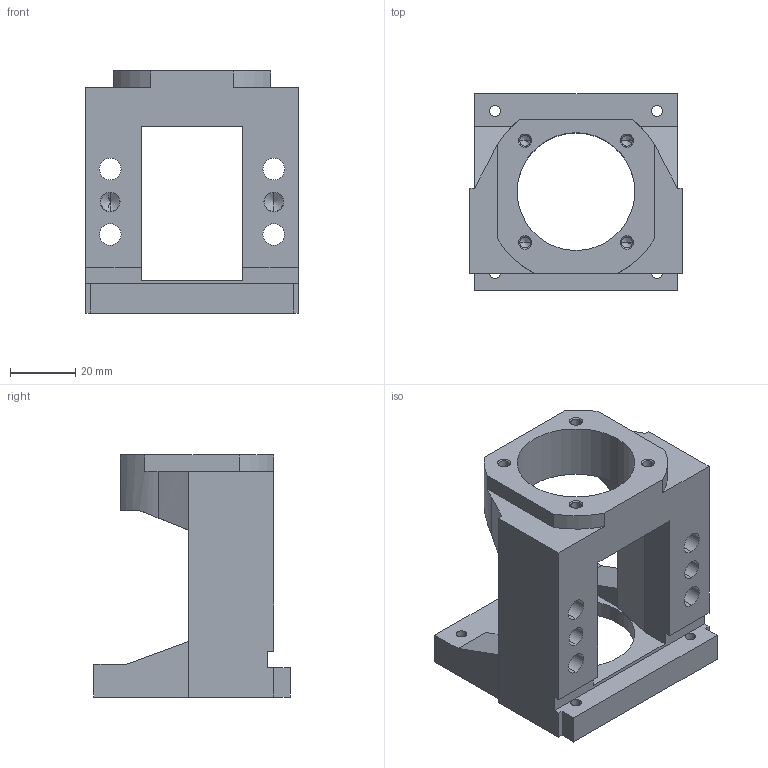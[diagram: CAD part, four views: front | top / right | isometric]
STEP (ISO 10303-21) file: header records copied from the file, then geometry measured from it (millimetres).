
FILE_DESCRIPTION (( 'STEP AP203' ), '1' );
FILE_NAME ('MBA12-DP.STEP', '2011-09-29T00:54:52', ( '' ), ( '' ), 'SwSTEP 2.0', 'SolidWorks 2011', '' );
FILE_SCHEMA (( 'CONFIG_CONTROL_DESIGN' ));
Length unit declared in the file: millimetre
Products named in the file (1): MBA12-DP
Bounding box: 65 x 60 x 74 mm (x, y, z)
Volume: 85093.8 mm3; surface area: 27535.1 mm2
Topology: 1 solids, 1 shells, 125 faces, 322 edges, 198 vertices
Faces by surface type: cylinder 52, plane 45, cone 28
Entity records: 3837 total; most frequent: DIRECTION 678, CARTESIAN_POINT 646, ORIENTED_EDGE 620, EDGE_CURVE 310, AXIS2_PLACEMENT_3D 246, VERTEX_POINT 198, VECTOR 186, LINE 186
